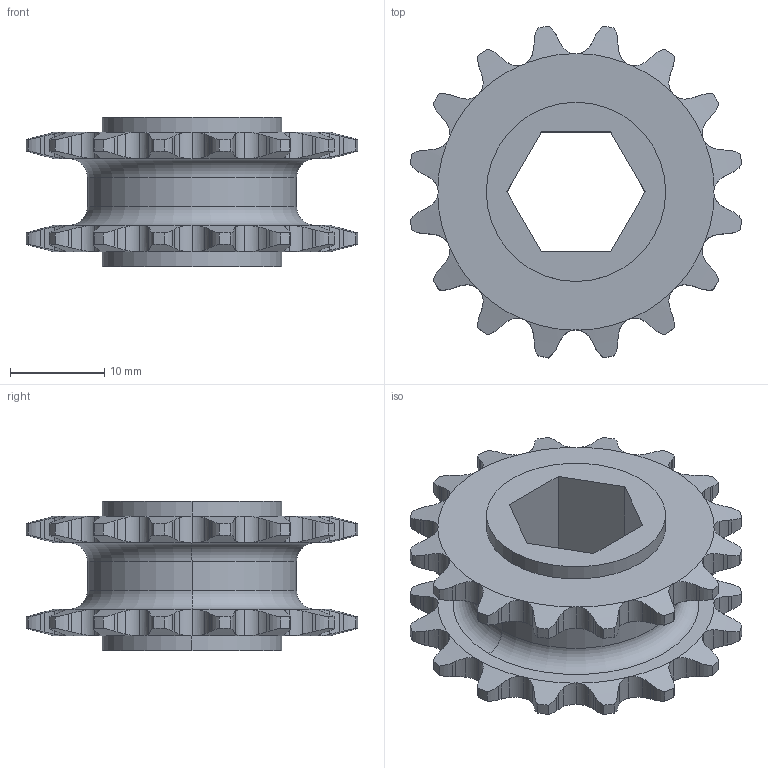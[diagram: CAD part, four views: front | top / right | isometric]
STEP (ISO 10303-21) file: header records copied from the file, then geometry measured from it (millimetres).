
FILE_DESCRIPTION (( 'STEP AP214' ), '1' );
FILE_NAME ('217-7371-001 Rev2.STEP', '2020-10-01T15:20:23', ( '' ), ( '' ), 'SwSTEP 2.0', 'SolidWorks 2019', '' );
FILE_SCHEMA (( 'AUTOMOTIVE_DESIGN' ));
Length unit declared in the file: millimetre
Products named in the file (1): 217-7371-001 Rev2
Bounding box: 35.26 x 35.26 x 15.88 mm (x, y, z)
Volume: 5942.4 mm3; surface area: 4139.1 mm2
Topology: 1 solids, 1 shells, 374 faces, 1100 edges, 732 vertices
Faces by surface type: cylinder 230, plane 76, cone 64, torus 4
Entity records: 13510 total; most frequent: CARTESIAN_POINT 4255, ORIENTED_EDGE 2200, DIRECTION 1614, EDGE_CURVE 1100, VERTEX_POINT 732, AXIS2_PLACEMENT_3D 651, B_SPLINE_CURVE_WITH_KNOTS 512, EDGE_LOOP 380
